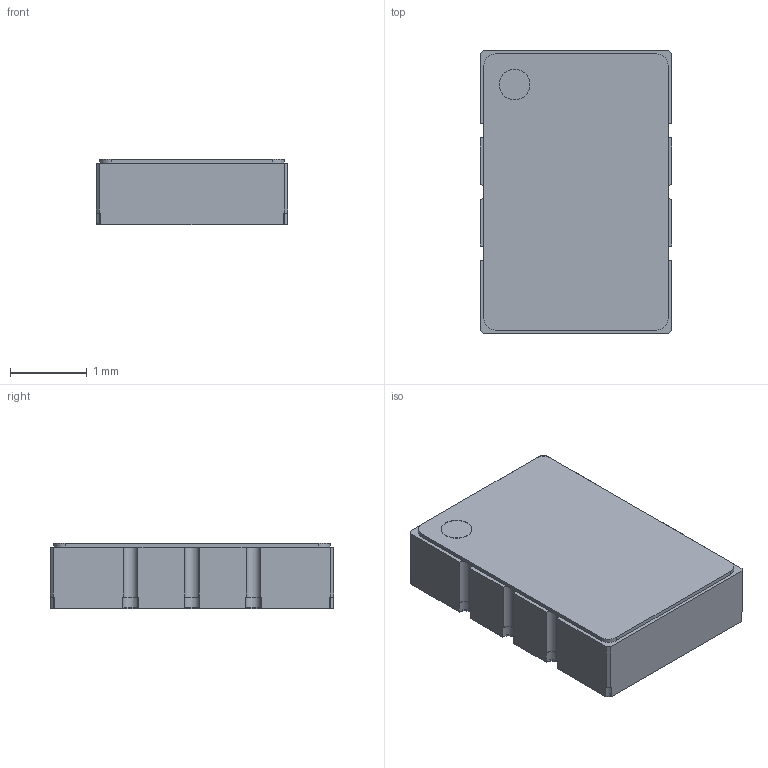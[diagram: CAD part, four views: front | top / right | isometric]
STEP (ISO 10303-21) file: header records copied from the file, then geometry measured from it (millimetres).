
FILE_DESCRIPTION(('FreeCAD Model'),'2;1');
FILE_NAME( 'C016_cp.step', '2020-02-12T10:54:09',('kicad StepUp'),('ksu MCAD'), 'Open CASCADE STEP processor 7.3','FreeCAD','Unknown');
FILE_SCHEMA(('AUTOMOTIVE_DESIGN { 1 0 10303 214 1 1 1 1 }'));
Length unit declared in the file: millimetre
Products named in the file (1): C016_cp
Bounding box: 2.5 x 3.7 x 0.85 mm (x, y, z)
Volume: 7.8 mm3; surface area: 50.2 mm2
Topology: 13 solids, 13 shells, 166 faces, 417 edges, 278 vertices
Faces by surface type: plane 126, cylinder 40
Full cylindrical faces by diameter (mm): 0.4 x2
Entity records: 6093 total; most frequent: CARTESIAN_POINT 862, ORIENTED_EDGE 834, DIRECTION 831, EDGE_CURVE 417, LINE 337, VECTOR 337, VERTEX_POINT 278, AXIS2_PLACEMENT_3D 247
